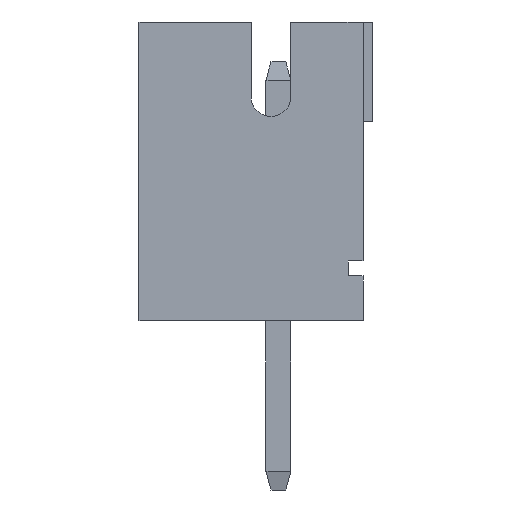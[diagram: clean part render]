
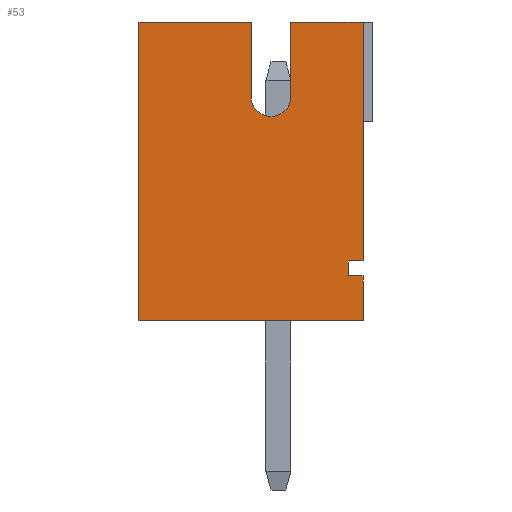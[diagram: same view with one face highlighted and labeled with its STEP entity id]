
A CAD part, left-side view. The second image highlights one B-rep face of the part: STEP entity #53.
In plain terms, the highlighted planar face has unit normal (-1, 0, 0).
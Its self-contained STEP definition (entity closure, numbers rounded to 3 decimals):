
#53=ADVANCED_FACE('',(#1583),#1585,.T.);
#1583=FACE_BOUND('',#1584,.T.);
#1584=EDGE_LOOP('',(#2799,#2800,#2801,#2802,#2803,#2804,#2805,#2806,#2807,#2808,
#2809,#2810));
#1585=PLANE('',#1586);
#1586=AXIS2_PLACEMENT_3D('',#1587,#1588,#1589);
#1587=CARTESIAN_POINT('',(-1.95,0.,0.));
#1588=DIRECTION('',(-1.,0.,0.));
#1589=DIRECTION('',(0.,0.,1.));
#2799=ORIENTED_EDGE('',*,*,#3655,.T.);
#2800=ORIENTED_EDGE('',*,*,#3656,.T.);
#2801=ORIENTED_EDGE('',*,*,#3657,.T.);
#2802=ORIENTED_EDGE('',*,*,#3658,.T.);
#2803=ORIENTED_EDGE('',*,*,#3659,.T.);
#2804=ORIENTED_EDGE('',*,*,#3660,.T.);
#2805=ORIENTED_EDGE('',*,*,#3661,.T.);
#2806=ORIENTED_EDGE('',*,*,#3662,.T.);
#2807=ORIENTED_EDGE('',*,*,#3663,.T.);
#2808=ORIENTED_EDGE('',*,*,#3664,.T.);
#2809=ORIENTED_EDGE('',*,*,#3665,.T.);
#2810=ORIENTED_EDGE('',*,*,#3666,.T.);
#3655=EDGE_CURVE('',#4083,#4084,#4085,.F.);
#3656=EDGE_CURVE('',#4084,#4086,#4087,.T.);
#3657=EDGE_CURVE('',#4086,#4088,#4089,.T.);
#3658=EDGE_CURVE('',#4088,#4090,#4091,.F.);
#3659=EDGE_CURVE('',#4090,#4092,#4093,.F.);
#3660=EDGE_CURVE('',#4092,#4094,#4095,.F.);
#3661=EDGE_CURVE('',#4094,#4096,#4097,.T.);
#3662=EDGE_CURVE('',#4096,#4098,#4099,.T.);
#3663=EDGE_CURVE('',#4098,#4100,#4101,.T.);
#3664=EDGE_CURVE('',#4100,#4102,#4103,.T.);
#3665=EDGE_CURVE('',#4102,#4104,#4105,.F.);
#3666=EDGE_CURVE('',#4104,#4083,#4106,.F.);
#4083=VERTEX_POINT('',#4780);
#4084=VERTEX_POINT('',#4781);
#4085=LINE('',#4782,#4783);
#4086=VERTEX_POINT('',#4785);
#4087=LINE('',#4786,#4787);
#4088=VERTEX_POINT('',#4789);
#4089=LINE('',#4790,#4791);
#4090=VERTEX_POINT('',#4793);
#4091=LINE('',#4794,#4795);
#4092=VERTEX_POINT('',#4797);
#4093=CIRCLE('',#4798,0.4);
#4094=VERTEX_POINT('',#4802);
#4095=LINE('',#4803,#4804);
#4096=VERTEX_POINT('',#4806);
#4097=LINE('',#4807,#4808);
#4098=VERTEX_POINT('',#4810);
#4099=LINE('',#4811,#4812);
#4100=VERTEX_POINT('',#4814);
#4101=LINE('',#4815,#4816);
#4102=VERTEX_POINT('',#4818);
#4103=LINE('',#4819,#4820);
#4104=VERTEX_POINT('',#4822);
#4105=LINE('',#4823,#4824);
#4106=LINE('',#4826,#4827);
#4780=CARTESIAN_POINT('',(-1.95,-1.4,1.2));
#4781=CARTESIAN_POINT('',(-1.95,-1.7,1.2));
#4782=CARTESIAN_POINT('',(-1.95,-1.7,1.2));
#4783=VECTOR('',#4784,1.);
#4784=DIRECTION('',(0.,1.,0.));
#4785=CARTESIAN_POINT('',(-1.95,-1.7,6.));
#4786=CARTESIAN_POINT('',(-1.95,-1.7,1.2));
#4787=VECTOR('',#4788,1.);
#4788=DIRECTION('',(0.,0.,1.));
#4789=CARTESIAN_POINT('',(-1.95,-0.25,6.));
#4790=CARTESIAN_POINT('',(-1.95,-1.7,6.));
#4791=VECTOR('',#4792,1.);
#4792=DIRECTION('',(0.,1.,0.));
#4793=CARTESIAN_POINT('',(-1.95,-0.25,4.5));
#4794=CARTESIAN_POINT('',(-1.95,-0.25,4.5));
#4795=VECTOR('',#4796,1.);
#4796=DIRECTION('',(0.,0.,1.));
#4797=CARTESIAN_POINT('',(-1.95,0.55,4.5));
#4798=AXIS2_PLACEMENT_3D('',#4799,#4800,#4801);
#4799=CARTESIAN_POINT('',(-1.95,0.15,4.5));
#4800=DIRECTION('',(-1.,0.,0.));
#4801=DIRECTION('',(0.,1.,0.));
#4802=CARTESIAN_POINT('',(-1.95,0.55,6.));
#4803=CARTESIAN_POINT('',(-1.95,0.55,6.));
#4804=VECTOR('',#4805,1.);
#4805=DIRECTION('',(0.,0.,-1.));
#4806=CARTESIAN_POINT('',(-1.95,2.8,6.));
#4807=CARTESIAN_POINT('',(-1.95,0.55,6.));
#4808=VECTOR('',#4809,1.);
#4809=DIRECTION('',(0.,1.,0.));
#4810=CARTESIAN_POINT('',(-1.95,2.8,0.));
#4811=CARTESIAN_POINT('',(-1.95,2.8,6.));
#4812=VECTOR('',#4813,1.);
#4813=DIRECTION('',(0.,0.,-1.));
#4814=CARTESIAN_POINT('',(-1.95,-1.7,0.));
#4815=CARTESIAN_POINT('',(-1.95,2.8,0.));
#4816=VECTOR('',#4817,1.);
#4817=DIRECTION('',(0.,-1.,0.));
#4818=CARTESIAN_POINT('',(-1.95,-1.7,0.9));
#4819=CARTESIAN_POINT('',(-1.95,-1.7,0.));
#4820=VECTOR('',#4821,1.);
#4821=DIRECTION('',(0.,0.,1.));
#4822=CARTESIAN_POINT('',(-1.95,-1.4,0.9));
#4823=CARTESIAN_POINT('',(-1.95,-1.4,0.9));
#4824=VECTOR('',#4825,1.);
#4825=DIRECTION('',(0.,-1.,0.));
#4826=CARTESIAN_POINT('',(-1.95,-1.4,1.2));
#4827=VECTOR('',#4828,1.);
#4828=DIRECTION('',(0.,0.,-1.));
